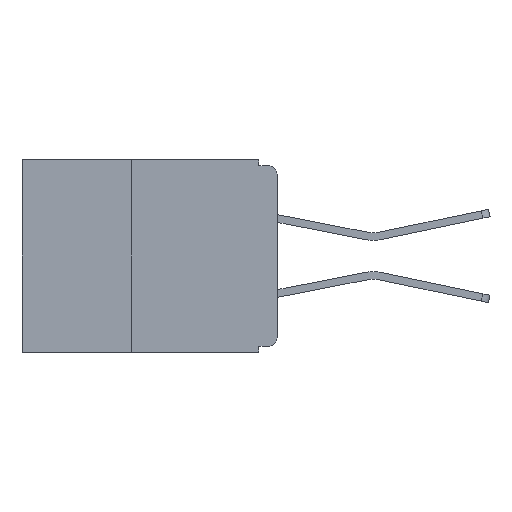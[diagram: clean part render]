
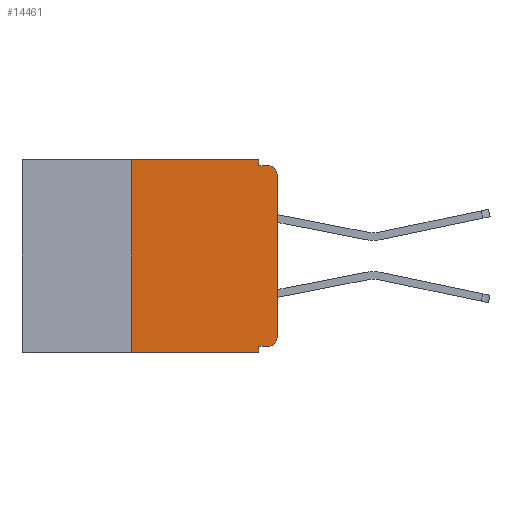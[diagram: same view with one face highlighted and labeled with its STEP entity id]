
A CAD part, left-side view. The second image highlights one B-rep face of the part: STEP entity #14461.
In plain terms, the highlighted planar face has unit normal (-1, 0, 0).
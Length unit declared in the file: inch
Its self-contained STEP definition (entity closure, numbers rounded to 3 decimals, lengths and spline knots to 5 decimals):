
#90 = CARTESIAN_POINT ( 'NONE',  ( 0., 0.015, -0.01 ) ) ;
#167 = CARTESIAN_POINT ( 'NONE',  ( 0., 0., -0.025 ) ) ;
#257 = CIRCLE ( 'NONE', #12126, 0.015 ) ;
#323 = CARTESIAN_POINT ( 'NONE',  ( 0., 0.031, 0. ) ) ;
#517 = VERTEX_POINT ( 'NONE', #19033 ) ;
#1302 = LINE ( 'NONE', #17221, #24118 ) ;
#1348 = EDGE_CURVE ( 'NONE', #517, #24768, #10832, .T. ) ;
#1384 = EDGE_CURVE ( 'NONE', #1452, #11194, #16004, .T. ) ;
#1452 = VERTEX_POINT ( 'NONE', #22583 ) ;
#1699 = LINE ( 'NONE', #5898, #13537 ) ;
#1708 = DIRECTION ( 'NONE',  ( 0., -1., 0. ) ) ;
#1742 = CARTESIAN_POINT ( 'NONE',  ( 0., 0.015, -0.025 ) ) ;
#1947 = CARTESIAN_POINT ( 'NONE',  ( 0., 0.031, -0.32 ) ) ;
#2034 = VECTOR ( 'NONE', #3937, 39.37008 ) ;
#2879 = EDGE_CURVE ( 'NONE', #3143, #1452, #19664, .T. ) ;
#3143 = VERTEX_POINT ( 'NONE', #323 ) ;
#3166 = VERTEX_POINT ( 'NONE', #167 ) ;
#3195 = CARTESIAN_POINT ( 'NONE',  ( 0., 0.015, -0.32 ) ) ;
#3517 = LINE ( 'NONE', #16136, #14587 ) ;
#3697 = CARTESIAN_POINT ( 'NONE',  ( 0., 0.015, -0.305 ) ) ;
#3937 = DIRECTION ( 'NONE',  ( 0., 0., -1. ) ) ;
#4015 = DIRECTION ( 'NONE',  ( 0., 0., -1. ) ) ;
#4062 = VECTOR ( 'NONE', #8371, 39.37008 ) ;
#4359 = CARTESIAN_POINT ( 'NONE',  ( 0., 0.031, 0. ) ) ;
#4702 = CARTESIAN_POINT ( 'NONE',  ( 0., 0.25, 0. ) ) ;
#4766 = LINE ( 'NONE', #17122, #4062 ) ;
#5559 = FACE_OUTER_BOUND ( 'NONE', #18112, .T. ) ;
#5627 = ORIENTED_EDGE ( 'NONE', *, *, #1384, .F. ) ;
#5898 = CARTESIAN_POINT ( 'NONE',  ( 0., 0., -0.32 ) ) ;
#5962 = DIRECTION ( 'NONE',  ( 0., 0., -1. ) ) ;
#6045 = VERTEX_POINT ( 'NONE', #12655 ) ;
#6702 = VECTOR ( 'NONE', #9802, 39.37008 ) ;
#7589 = CARTESIAN_POINT ( 'NONE',  ( 0., 0.437, -0.33 ) ) ;
#7804 = CARTESIAN_POINT ( 'NONE',  ( 0., 0.437, 0. ) ) ;
#7905 = DIRECTION ( 'NONE',  ( 0., 0., -1. ) ) ;
#8371 = DIRECTION ( 'NONE',  ( 0., 0., 1. ) ) ;
#9099 = ORIENTED_EDGE ( 'NONE', *, *, #19703, .F. ) ;
#9451 = VECTOR ( 'NONE', #24253, 39.37008 ) ;
#9453 = EDGE_CURVE ( 'NONE', #3166, #11194, #257, .T. ) ;
#9501 = VERTEX_POINT ( 'NONE', #1947 ) ;
#9802 = DIRECTION ( 'NONE',  ( 0., -1., 0. ) ) ;
#10017 = PLANE ( 'NONE',  #25138 ) ;
#10140 = VECTOR ( 'NONE', #24233, 39.37008 ) ;
#10202 = VERTEX_POINT ( 'NONE', #3195 ) ;
#10377 = EDGE_CURVE ( 'NONE', #25687, #3166, #4766, .T. ) ;
#10485 = ORIENTED_EDGE ( 'NONE', *, *, #13882, .F. ) ;
#10832 = LINE ( 'NONE', #24851, #10140 ) ;
#11194 = VERTEX_POINT ( 'NONE', #90 ) ;
#12126 = AXIS2_PLACEMENT_3D ( 'NONE', #1742, #17258, #4015 ) ;
#12655 = CARTESIAN_POINT ( 'NONE',  ( 0., 0.031, -0.33 ) ) ;
#12890 = ORIENTED_EDGE ( 'NONE', *, *, #14608, .F. ) ;
#13537 = VECTOR ( 'NONE', #21255, 39.37008 ) ;
#13882 = EDGE_CURVE ( 'NONE', #10202, #9501, #1699, .T. ) ;
#14461 = ADVANCED_FACE ( 'NONE', ( #5559 ), #10017, .F. ) ;
#14587 = VECTOR ( 'NONE', #18301, 39.37008 ) ;
#14602 = CARTESIAN_POINT ( 'NONE',  ( 0., 0., -0.305 ) ) ;
#14608 = EDGE_CURVE ( 'NONE', #24768, #3143, #1302, .T. ) ;
#16004 = LINE ( 'NONE', #23774, #9451 ) ;
#16136 = CARTESIAN_POINT ( 'NONE',  ( 0., 0.031, -0.33 ) ) ;
#17122 = CARTESIAN_POINT ( 'NONE',  ( 0., 0., 0. ) ) ;
#17221 = CARTESIAN_POINT ( 'NONE',  ( 0., 0.437, 0. ) ) ;
#17258 = DIRECTION ( 'NONE',  ( -1., 0., 0. ) ) ;
#17359 = EDGE_CURVE ( 'NONE', #10202, #25687, #24679, .T. ) ;
#18112 = EDGE_LOOP ( 'NONE', ( #21791, #22480, #5627, #23848, #12890, #24548, #20070, #9099, #10485, #23512 ) ) ;
#18200 = AXIS2_PLACEMENT_3D ( 'NONE', #3697, #19104, #5962 ) ;
#18301 = DIRECTION ( 'NONE',  ( 0., 0., -1. ) ) ;
#19033 = CARTESIAN_POINT ( 'NONE',  ( 0., 0.25, -0.33 ) ) ;
#19104 = DIRECTION ( 'NONE',  ( -1., 0., 0. ) ) ;
#19664 = LINE ( 'NONE', #4359, #2034 ) ;
#19703 = EDGE_CURVE ( 'NONE', #9501, #6045, #3517, .T. ) ;
#20070 = ORIENTED_EDGE ( 'NONE', *, *, #25577, .T. ) ;
#21023 = DIRECTION ( 'NONE',  ( 1., 0., 0. ) ) ;
#21255 = DIRECTION ( 'NONE',  ( 0., 1., 0. ) ) ;
#21791 = ORIENTED_EDGE ( 'NONE', *, *, #10377, .T. ) ;
#22480 = ORIENTED_EDGE ( 'NONE', *, *, #9453, .T. ) ;
#22583 = CARTESIAN_POINT ( 'NONE',  ( 0., 0.031, -0.01 ) ) ;
#23512 = ORIENTED_EDGE ( 'NONE', *, *, #17359, .T. ) ;
#23774 = CARTESIAN_POINT ( 'NONE',  ( 0., 0., -0.01 ) ) ;
#23848 = ORIENTED_EDGE ( 'NONE', *, *, #2879, .F. ) ;
#24118 = VECTOR ( 'NONE', #1708, 39.37008 ) ;
#24224 = LINE ( 'NONE', #7589, #6702 ) ;
#24233 = DIRECTION ( 'NONE',  ( 0., 0., 1. ) ) ;
#24253 = DIRECTION ( 'NONE',  ( 0., -1., 0. ) ) ;
#24548 = ORIENTED_EDGE ( 'NONE', *, *, #1348, .F. ) ;
#24679 = CIRCLE ( 'NONE', #18200, 0.015 ) ;
#24768 = VERTEX_POINT ( 'NONE', #4702 ) ;
#24851 = CARTESIAN_POINT ( 'NONE',  ( 0., 0.25, -0.33 ) ) ;
#25138 = AXIS2_PLACEMENT_3D ( 'NONE', #7804, #21023, #7905 ) ;
#25577 = EDGE_CURVE ( 'NONE', #517, #6045, #24224, .T. ) ;
#25687 = VERTEX_POINT ( 'NONE', #14602 ) ;
